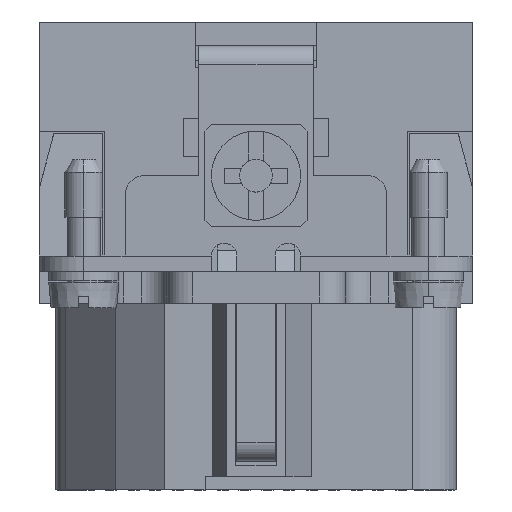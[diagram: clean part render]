
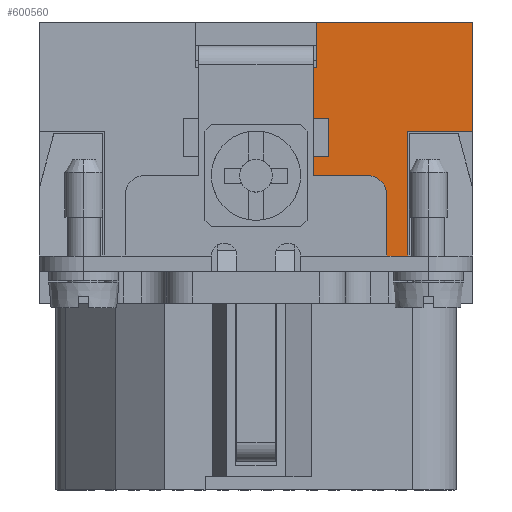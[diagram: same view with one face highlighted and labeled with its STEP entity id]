
A CAD part, left-side view. The second image highlights one B-rep face of the part: STEP entity #600560.
In plain terms, the highlighted planar face has unit normal (-1, 0, 0).
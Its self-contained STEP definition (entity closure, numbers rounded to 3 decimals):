
#46040=CARTESIAN_POINT('',(9.546,31.584,14.45));
#46050=VERTEX_POINT('',#46040);
#46080=CARTESIAN_POINT('',(9.546,40.499,14.45));
#46090=DIRECTION('',(0.,-1.,0.));
#46100=VECTOR('',#46090,1.);
#46110=LINE('',#46080,#46100);
#46120=CARTESIAN_POINT('',(9.546,43.834,14.45));
#46130=VERTEX_POINT('',#46120);
#46140=EDGE_CURVE('',#46130,#46050,#46110,.T.);
#514200=CARTESIAN_POINT('',(9.546,38.334,
-3.9));
#514210=VERTEX_POINT('',#514200);
#514360=CARTESIAN_POINT('',(9.546,38.334,
0.9));
#514370=VERTEX_POINT('',#514360);
#514400=CARTESIAN_POINT('',(9.546,38.334,0.));
#514410=DIRECTION('',(0.,0.,-1.));
#514420=VECTOR('',#514410,1.);
#514430=LINE('',#514400,#514420);
#514440=EDGE_CURVE('',#514370,#514210,#514430,.T.);
#530840=CARTESIAN_POINT('',(9.546,31.584,5.9)
);
#530850=VERTEX_POINT('',#530840);
#530880=CARTESIAN_POINT('',(9.546,31.584,
0.));
#530890=DIRECTION('',(0.,0.,1.));
#530900=VECTOR('',#530890,1.);
#530910=LINE('',#530880,#530900);
#530920=EDGE_CURVE('',#530850,#46050,#530910,.T.);
#599180=CARTESIAN_POINT('',(9.546,43.834,10.85));
#599190=VERTEX_POINT('',#599180);
#599220=CARTESIAN_POINT('',(9.546,40.499,10.85));
#599230=DIRECTION('',(0.,-1.,0.));
#599240=VECTOR('',#599230,1.);
#599250=LINE('',#599220,#599240);
#599260=CARTESIAN_POINT('',(9.546,44.084,10.85));
#599270=VERTEX_POINT('',#599260);
#599280=EDGE_CURVE('',#599270,#599190,#599250,.T.);
#599620=CARTESIAN_POINT('',(9.546,43.227,
-2.55));
#599630=DIRECTION('',(1.,0.,0.));
#599640=DIRECTION('',(0.,1.,0.));
#599650=AXIS2_PLACEMENT_3D('',#599620,#599630,#599640);
#599660=PLANE('',#599650);
#599670=CARTESIAN_POINT('',(9.546,0.,3.9));
#599680=DIRECTION('',(0.,1.,0.));
#599690=VECTOR('',#599680,1.);
#599700=LINE('',#599670,#599690);
#599710=CARTESIAN_POINT('',(9.546,43.884,
3.9));
#599720=VERTEX_POINT('',#599710);
#599730=CARTESIAN_POINT('',(9.546,44.084,
3.9));
#599740=VERTEX_POINT('',#599730);
#599750=EDGE_CURVE('',#599720,#599740,#599700,.T.);
#599760=ORIENTED_EDGE('',*,*,#599750,.T.);
#599770=CARTESIAN_POINT('',(9.546,43.884,6.9))
;
#599780=DIRECTION('',(0.,0.,-1.));
#599790=VECTOR('',#599780,1.);
#599800=LINE('',#599770,#599790);
#599810=CARTESIAN_POINT('',(9.546,43.884,
6.9));
#599820=VERTEX_POINT('',#599810);
#599830=EDGE_CURVE('',#599820,#599720,#599800,.T.);
#599840=ORIENTED_EDGE('',*,*,#599830,.T.);
#599850=CARTESIAN_POINT('',(9.546,0.,6.9));
#599860=DIRECTION('',(0.,-1.,0.));
#599870=VECTOR('',#599860,1.);
#599880=LINE('',#599850,#599870);
#599890=CARTESIAN_POINT('',(9.546,44.084,
6.9));
#599900=VERTEX_POINT('',#599890);
#599910=EDGE_CURVE('',#599900,#599820,#599880,.T.);
#599920=ORIENTED_EDGE('',*,*,#599910,.T.);
#599930=CARTESIAN_POINT('',(9.546,44.084,0.));
#599940=DIRECTION('',(0.,0.,-1.));
#599950=VECTOR('',#599940,1.);
#599960=LINE('',#599930,#599950);
#599970=EDGE_CURVE('',#599270,#599900,#599960,.T.);
#599980=ORIENTED_EDGE('',*,*,#599970,.T.);
#599990=ORIENTED_EDGE('',*,*,#599280,.F.);
#600000=CARTESIAN_POINT('',(9.546,43.834,13.45));
#600010=DIRECTION('',(0.,0.,1.));
#600020=VECTOR('',#600010,1.);
#600030=LINE('',#600000,#600020);
#600040=EDGE_CURVE('',#599190,#46130,#600030,.T.);
#600050=ORIENTED_EDGE('',*,*,#600040,.F.);
#600060=ORIENTED_EDGE('',*,*,#46140,.F.);
#600070=ORIENTED_EDGE('',*,*,#530920,.T.);
#600080=CARTESIAN_POINT('',(9.546,0.,
5.9));
#600090=DIRECTION('',(0.,1.,0.));
#600100=VECTOR('',#600090,1.);
#600110=LINE('',#600080,#600100);
#600120=CARTESIAN_POINT('',(9.546,36.684,5.9)
);
#600130=VERTEX_POINT('',#600120);
#600140=EDGE_CURVE('',#530850,#600130,#600110,.T.);
#600150=ORIENTED_EDGE('',*,*,#600140,.F.);
#600160=CARTESIAN_POINT('',(9.546,36.684,
0.));
#600170=DIRECTION('',(0.,0.,1.));
#600180=VECTOR('',#600170,1.);
#600190=LINE('',#600160,#600180);
#600200=CARTESIAN_POINT('',(9.546,36.684,-3.9
));
#600210=VERTEX_POINT('',#600200);
#600220=EDGE_CURVE('',#600210,#600130,#600190,.T.);
#600230=ORIENTED_EDGE('',*,*,#600220,.T.);
#600240=CARTESIAN_POINT('',(9.546,36.584,
-3.9));
#600250=DIRECTION('',(0.,1.,0.));
#600260=VECTOR('',#600250,1.);
#600270=LINE('',#600240,#600260);
#600280=EDGE_CURVE('',#600210,#514210,#600270,.T.);
#600290=ORIENTED_EDGE('',*,*,#600280,.F.);
#600300=ORIENTED_EDGE('',*,*,#514440,.T.);
#600310=CARTESIAN_POINT('',(9.546,39.834,
0.9));
#600320=DIRECTION('',(-1.,0.,0.));
#600330=DIRECTION('',(0.,-1.,0.));
#600340=AXIS2_PLACEMENT_3D('',#600310,#600320,#600330);
#600350=CIRCLE('',#600340,1.5);
#600360=CARTESIAN_POINT('',(9.546,39.834,
2.4));
#600370=VERTEX_POINT('',#600360);
#600380=EDGE_CURVE('',#514370,#600370,#600350,.T.);
#600390=ORIENTED_EDGE('',*,*,#600380,.F.);
#600400=CARTESIAN_POINT('',(9.546,0.,2.4));
#600410=DIRECTION('',(0.,-1.,0.));
#600420=VECTOR('',#600410,1.);
#600430=LINE('',#600400,#600420);
#600440=CARTESIAN_POINT('',(9.546,44.084,
2.4));
#600450=VERTEX_POINT('',#600440);
#600460=EDGE_CURVE('',#600450,#600370,#600430,.T.);
#600470=ORIENTED_EDGE('',*,*,#600460,.T.);
#600480=CARTESIAN_POINT('',(9.546,44.084,0.));
#600490=DIRECTION('',(0.,0.,-1.));
#600500=VECTOR('',#600490,1.);
#600510=LINE('',#600480,#600500);
#600520=EDGE_CURVE('',#599740,#600450,#600510,.T.);
#600530=ORIENTED_EDGE('',*,*,#600520,.T.);
#600540=EDGE_LOOP('',(#600530,#600470,#600390,#600300,#600290,#600230,
#600150,#600070,#600060,#600050,#599990,#599980,#599920,#599840,#599760)
);
#600550=FACE_OUTER_BOUND('',#600540,.T.);
#600560=ADVANCED_FACE('',(#600550),#599660,.F.);
